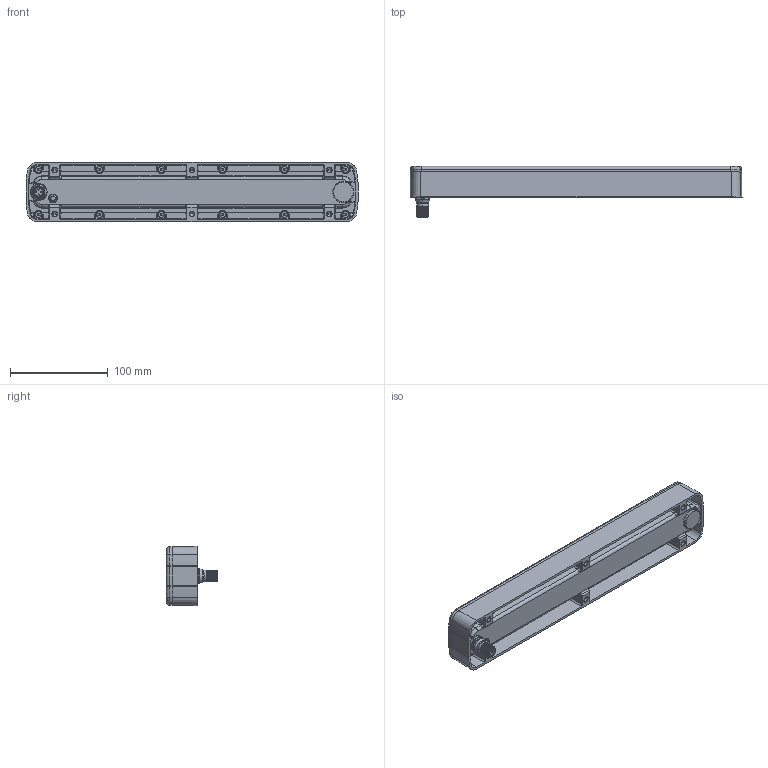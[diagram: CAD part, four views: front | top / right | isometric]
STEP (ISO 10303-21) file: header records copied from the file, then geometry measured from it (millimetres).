
FILE_DESCRIPTION((''),'2;1');
FILE_NAME('173652_ASM','2013-08-07T',('pdmadmin'),(''),'PRO/ENGINEER BY PARAMETRIC TECHNOLOGY CORPORATION, 2012300','PRO/ENGINEER BY PARAMETRIC TECHNOLOGY CORPORATION, 2012300','');
FILE_SCHEMA(('CONFIG_CONTROL_DESIGN'));
Products named in the file (7): 169169; 169652; 08427; 169171; 170031; 133697; 173652_ASM
Assembly tree (17 placements, depth 2):
  173652_ASM
    169169
    169652
    08427
    169171
    170031
    133697  x12
Bounding box: 339.89 x 52.3 x 60.89 mm (x, y, z)
Volume: 261440.9 mm3; surface area: 181207.9 mm2
Topology: 17 solids, 36 shells, 2541 faces, 6334 edges, 3892 vertices
Faces by surface type: plane 841, cylinder 817, bspline 364, cone 270, torus 181, sphere 68
Entity records: 96155 total; most frequent: CARTESIAN_POINT 43356, ORIENTED_EDGE 11326, DIRECTION 10631, EDGE_CURVE 5701, AXIS2_PLACEMENT_3D 3991, VERTEX_POINT 3518, VECTOR 2649, LINE 2649
